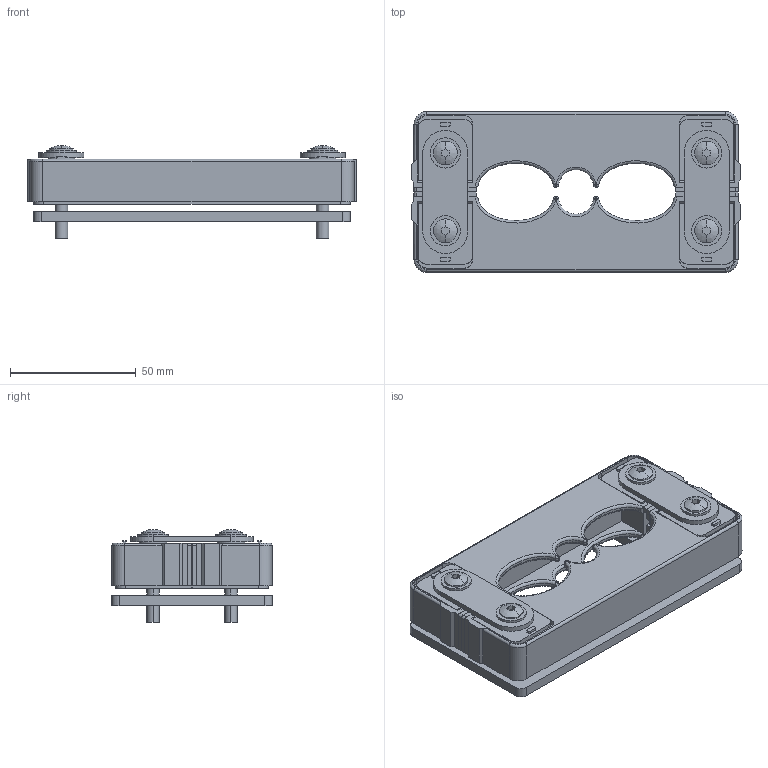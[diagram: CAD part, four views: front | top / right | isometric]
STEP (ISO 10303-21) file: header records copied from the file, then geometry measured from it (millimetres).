
FILE_DESCRIPTION (( 'STEP AP203' ), '1' );
FILE_NAME ('sone3D.STEP', '2017-04-07T08:21:41', ( '' ), ( '' ), 'SwSTEP 2.0', 'SolidWorks 2014', '' );
FILE_SCHEMA (( 'CONFIG_CONTROL_DESIGN' ));
Length unit declared in the file: millimetre
Products named in the file (10): CP-434-C-5儃儖僩_; CP-434-C-5僗儔僀僪働乕僗_; sone3D; CP-434-C-5スライドパッキン__防水性改良; CP-434-C-5本体_; CP-434-C-5僥乕僷儚僢僔儍_; CP-434-C-5抑えプレート_; CP-434-C-5裏板（小）_; CP-434-C-5儃僞儞儃儖僩_; CP-434-C-5儚僢僔儍乕_
Assembly tree (17 placements, depth 3):
  sone3D
    CP-434-C-5本体_  x2
      CP-434-C-5僗儔僀僪働乕僗_
      CP-434-C-5スライドパッキン__防水性改良
    CP-434-C-5僥乕僷儚僢僔儍_  x4
    CP-434-C-5抑えプレート_  x2
    CP-434-C-5裏板（小）_
    CP-434-C-5儃儖僩_  x4
      CP-434-C-5儃僞儞儃儖僩_
      CP-434-C-5儚僢僔儍乕_
Bounding box: 131 x 64 x 36.87 mm (x, y, z)
Volume: 119921.8 mm3; surface area: 71067.5 mm2
Topology: 19 solids, 19 shells, 1034 faces, 2758 edges, 1756 vertices
Faces by surface type: plane 592, cylinder 334, sphere 40, torus 36, bspline 24, cone 8
Entity records: 18342 total; most frequent: CARTESIAN_POINT 4644, DIRECTION 2616, ORIENTED_EDGE 2596, EDGE_CURVE 1298, VECTOR 908, LINE 908, AXIS2_PLACEMENT_3D 854, VERTEX_POINT 834
